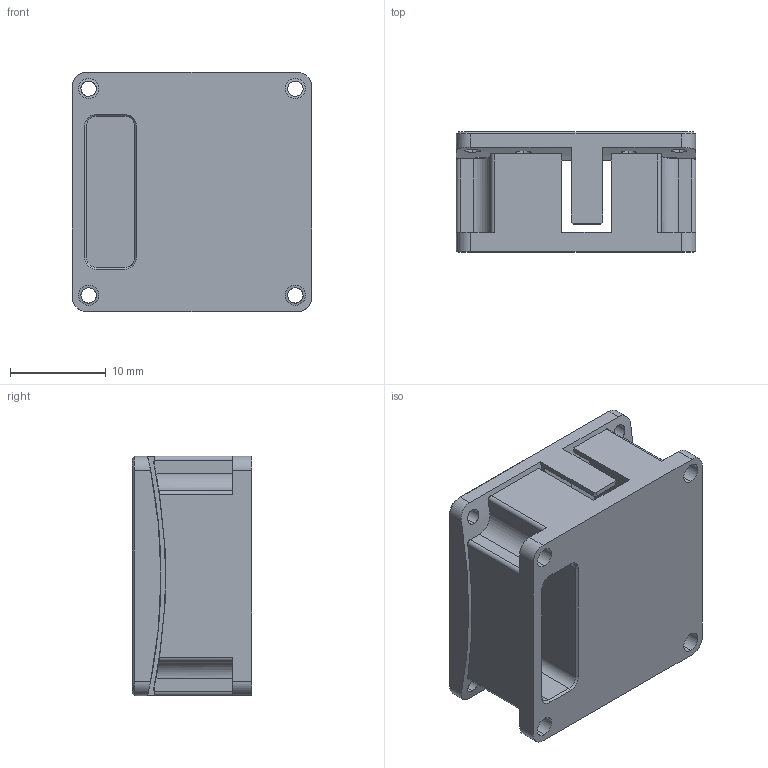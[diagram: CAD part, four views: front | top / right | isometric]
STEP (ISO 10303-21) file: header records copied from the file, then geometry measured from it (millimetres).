
FILE_DESCRIPTION (( 'STEP AP214' ), '1' );
FILE_NAME ('Goniometer25-phi_EndUser.STEP', '2022-03-29T03:24:00', ( '' ), ( '' ), 'SwSTEP 2.0', 'SolidWorks 2020', '' );
FILE_SCHEMA (( 'AUTOMOTIVE_DESIGN' ));
Length unit declared in the file: millimetre
Products named in the file (4): 葩璃 菁釱phi^Goniometer25-phi_EndUser; 葩璃 怢醱phi^Goniometer25-phi_EndUser; Goniometer25-phi_EndUser; 葩璃 傷啣phi^Goniometer25-phi_EndUser
Assembly tree (3 placements, depth 2):
  Goniometer25-phi_EndUser
    葩璃 菁釱phi^Goniometer25-phi_EndUser
    葩璃 怢醱phi^Goniometer25-phi_EndUser
    葩璃 傷啣phi^Goniometer25-phi_EndUser
Bounding box: 25 x 12.5 x 25.02 mm (x, y, z)
Volume: 4371.5 mm3; surface area: 4885.9 mm2
Topology: 3 solids, 3 shells, 176 faces, 487 edges, 319 vertices
Faces by surface type: cylinder 88, plane 79, cone 9
Entity records: 6657 total; most frequent: CARTESIAN_POINT 1547, ORIENTED_EDGE 974, DIRECTION 951, EDGE_CURVE 487, AXIS2_PLACEMENT_3D 331, VERTEX_POINT 319, LINE 289, VECTOR 289
